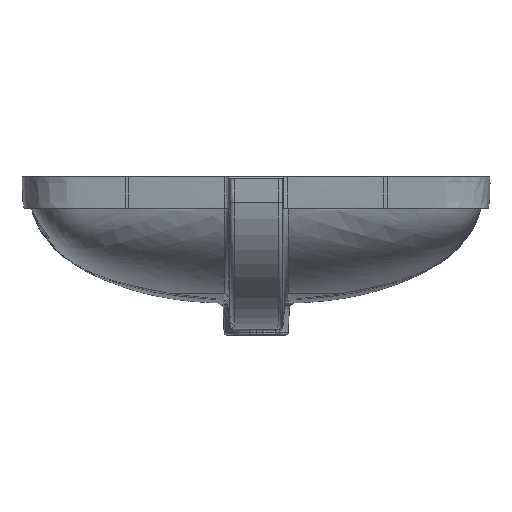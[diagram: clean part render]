
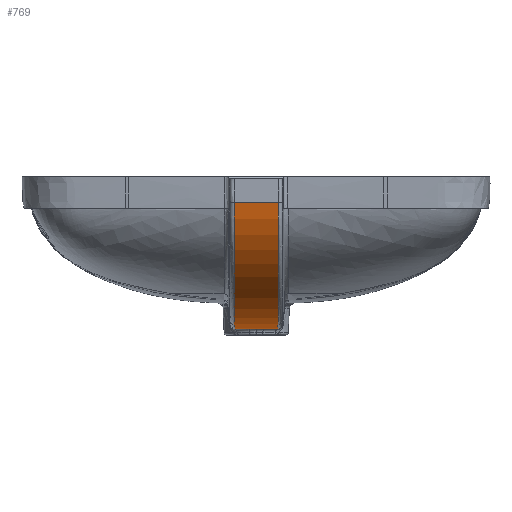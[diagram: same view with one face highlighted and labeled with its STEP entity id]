
A CAD part, front view. The second image highlights one B-rep face of the part: STEP entity #769.
In plain terms, the highlighted free-form (B-spline) face has degree [1, 5] with [2, 6] control points.
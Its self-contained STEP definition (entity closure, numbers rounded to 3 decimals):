
#112=B_SPLINE_SURFACE_WITH_KNOTS('',1,5,((#146920,#146921,#146922,#146923,
#146924,#146925),(#146926,#146927,#146928,#146929,#146930,#146931)),
 .UNSPECIFIED.,.F.,.F.,.F.,(2,2),(6,6),(-29.812,29.812),
(0.,270.696),.UNSPECIFIED.);
#475=B_SPLINE_CURVE_WITH_KNOTS('',3,(#165959,#165960,#165961,#165962),
 .UNSPECIFIED.,.F.,.F.,(4,4),(-407.368,-385.009),
 .UNSPECIFIED.);
#476=B_SPLINE_CURVE_WITH_KNOTS('',1,(#165963,#165964),.UNSPECIFIED.,.F.,
 .F.,(2,2),(0.,15.908),.UNSPECIFIED.);
#477=B_SPLINE_CURVE_WITH_KNOTS('',3,(#165965,#165966,#165967,#165968,#165969,
#165970,#165971,#165972,#165973,#165974,#165975,#165976,#165977,#165978,
#165979,#165980,#165981,#165982),.UNSPECIFIED.,.F.,.F.,(4,2,2,2,2,2,2,2,
4),(-530.134,-477.093,-424.052,-371.011,
-317.97,-264.928,-211.887,-158.846,
-105.805),.UNSPECIFIED.);
#478=B_SPLINE_CURVE_WITH_KNOTS('',1,(#165983,#165984),.UNSPECIFIED.,.F.,
 .F.,(2,2),(-49.587,0.),.UNSPECIFIED.);
#479=B_SPLINE_CURVE_WITH_KNOTS('',3,(#165985,#165986,#165987,#165988,#165989,
#165990,#165991,#165992,#165993,#165994,#165995,#165996,#165997,#165998,
#165999,#166000,#166001,#166002),.UNSPECIFIED.,.F.,.F.,(4,2,2,2,2,2,2,2,
4),(-530.134,-477.093,-424.052,-371.011,
-317.97,-264.928,-211.887,-158.846,
-105.805),.UNSPECIFIED.);
#480=B_SPLINE_CURVE_WITH_KNOTS('',1,(#166003,#166004),.UNSPECIFIED.,.F.,
 .F.,(2,2),(0.,15.908),.UNSPECIFIED.);
#575=B_SPLINE_CURVE_WITH_KNOTS('',5,(#166830,#166831,#166832,#166833,#166834,
#166835),.UNSPECIFIED.,.F.,.F.,(6,6),(-22.36,0.),.UNSPECIFIED.);
#769=ADVANCED_FACE('',(#981),#112,.T.);
#981=FACE_OUTER_BOUND('',#1192,.T.);
#1192=EDGE_LOOP('',(#2019,#2020,#2021,#2022,#2023,#2024,#2025));
#2019=ORIENTED_EDGE('',*,*,#2797,.F.);
#2020=ORIENTED_EDGE('',*,*,#2698,.F.);
#2021=ORIENTED_EDGE('',*,*,#2699,.F.);
#2022=ORIENTED_EDGE('',*,*,#2700,.F.);
#2023=ORIENTED_EDGE('',*,*,#2701,.T.);
#2024=ORIENTED_EDGE('',*,*,#2702,.F.);
#2025=ORIENTED_EDGE('',*,*,#2697,.F.);
#2697=EDGE_CURVE('',#3202,#3203,#475,.T.);
#2698=EDGE_CURVE('',#3152,#3204,#476,.T.);
#2699=EDGE_CURVE('',#3151,#3152,#477,.T.);
#2700=EDGE_CURVE('',#3142,#3151,#478,.T.);
#2701=EDGE_CURVE('',#3142,#3143,#479,.T.);
#2702=EDGE_CURVE('',#3203,#3143,#480,.T.);
#2797=EDGE_CURVE('',#3204,#3202,#575,.T.);
#3142=VERTEX_POINT('',#159958);
#3143=VERTEX_POINT('',#159959);
#3151=VERTEX_POINT('',#159967);
#3152=VERTEX_POINT('',#159968);
#3202=VERTEX_POINT('',#160018);
#3203=VERTEX_POINT('',#160019);
#3204=VERTEX_POINT('',#160020);
#146920=CARTESIAN_POINT('',(29.834,-187.881,60.052));
#146921=CARTESIAN_POINT('',(29.834,-177.58,1.397));
#146922=CARTESIAN_POINT('',(29.834,-132.644,-51.176));
#146923=CARTESIAN_POINT('',(29.834,-65.54,-79.827));
#146924=CARTESIAN_POINT('',(29.834,-11.409,-80.772));
#146925=CARTESIAN_POINT('',(29.834,42.722,-81.716));
#146926=CARTESIAN_POINT('',(-29.791,-187.881,60.052));
#146927=CARTESIAN_POINT('',(-29.791,-177.58,1.397));
#146928=CARTESIAN_POINT('',(-29.791,-132.644,-51.176));
#146929=CARTESIAN_POINT('',(-29.791,-65.54,-79.827));
#146930=CARTESIAN_POINT('',(-29.791,-11.409,-80.772));
#146931=CARTESIAN_POINT('',(-29.791,42.722,-81.716));
#159958=CARTESIAN_POINT('',(-24.772,-187.881,60.052));
#159959=CARTESIAN_POINT('',(-24.301,42.722,-81.716));
#159967=CARTESIAN_POINT('',(24.815,-187.881,60.052));
#159968=CARTESIAN_POINT('',(24.344,42.722,-81.716));
#160018=CARTESIAN_POINT('',(0.021,41.847,-81.701));
#160019=CARTESIAN_POINT('',(-8.394,42.722,-81.716));
#160020=CARTESIAN_POINT('',(8.436,42.722,-81.716));
#165959=CARTESIAN_POINT('',(0.021,41.847,-81.701));
#165960=CARTESIAN_POINT('',(-2.829,41.847,-81.701));
#165961=CARTESIAN_POINT('',(-5.604,42.136,-81.706));
#165962=CARTESIAN_POINT('',(-8.394,42.722,-81.716));
#165963=CARTESIAN_POINT('',(24.344,42.722,-81.716));
#165964=CARTESIAN_POINT('',(8.436,42.722,-81.716));
#165965=CARTESIAN_POINT('',(24.815,-187.881,60.052));
#165966=CARTESIAN_POINT('',(24.815,-185.735,47.832));
#165967=CARTESIAN_POINT('',(24.812,-181.777,35.935));
#165968=CARTESIAN_POINT('',(24.772,-170.823,13.412));
#165969=CARTESIAN_POINT('',(24.736,-163.83,2.787));
#165970=CARTESIAN_POINT('',(24.662,-147.53,-16.726));
#165971=CARTESIAN_POINT('',(24.625,-138.226,-25.612));
#165972=CARTESIAN_POINT('',(24.585,-118.079,-41.357));
#165973=CARTESIAN_POINT('',(24.584,-107.239,-48.216));
#165974=CARTESIAN_POINT('',(24.598,-84.757,-59.82));
#165975=CARTESIAN_POINT('',(24.609,-73.117,-64.564));
#165976=CARTESIAN_POINT('',(24.553,-49.647,-72.074));
#165977=CARTESIAN_POINT('',(24.484,-37.82,-74.839));
#165978=CARTESIAN_POINT('',(24.366,-14.377,-78.77));
#165979=CARTESIAN_POINT('',(24.325,-2.763,-79.935));
#165980=CARTESIAN_POINT('',(24.306,20.149,-81.31));
#165981=CARTESIAN_POINT('',(24.326,31.444,-81.52));
#165982=CARTESIAN_POINT('',(24.344,42.722,-81.716));
#165983=CARTESIAN_POINT('',(-24.772,-187.881,60.052));
#165984=CARTESIAN_POINT('',(24.815,-187.881,60.052));
#165985=CARTESIAN_POINT('',(-24.772,-187.881,60.052));
#165986=CARTESIAN_POINT('',(-24.772,-185.735,47.832));
#165987=CARTESIAN_POINT('',(-24.77,-181.777,35.935));
#165988=CARTESIAN_POINT('',(-24.729,-170.823,13.412));
#165989=CARTESIAN_POINT('',(-24.694,-163.83,2.787));
#165990=CARTESIAN_POINT('',(-24.619,-147.53,-16.726));
#165991=CARTESIAN_POINT('',(-24.583,-138.226,-25.612));
#165992=CARTESIAN_POINT('',(-24.543,-118.079,-41.357));
#165993=CARTESIAN_POINT('',(-24.541,-107.239,-48.216));
#165994=CARTESIAN_POINT('',(-24.556,-84.757,-59.82));
#165995=CARTESIAN_POINT('',(-24.567,-73.117,-64.564));
#165996=CARTESIAN_POINT('',(-24.511,-49.647,-72.074));
#165997=CARTESIAN_POINT('',(-24.442,-37.82,-74.839));
#165998=CARTESIAN_POINT('',(-24.324,-14.377,-78.77));
#165999=CARTESIAN_POINT('',(-24.282,-2.763,-79.935));
#166000=CARTESIAN_POINT('',(-24.264,20.149,-81.31));
#166001=CARTESIAN_POINT('',(-24.283,31.444,-81.52));
#166002=CARTESIAN_POINT('',(-24.301,42.722,-81.716));
#166003=CARTESIAN_POINT('',(-8.394,42.722,-81.716));
#166004=CARTESIAN_POINT('',(-24.301,42.722,-81.716));
#166830=CARTESIAN_POINT('',(8.436,42.722,-81.716));
#166831=CARTESIAN_POINT('',(6.777,42.373,-81.71));
#166832=CARTESIAN_POINT('',(5.1,42.111,-81.706));
#166833=CARTESIAN_POINT('',(3.411,41.935,-81.703));
#166834=CARTESIAN_POINT('',(1.716,41.847,-81.701));
#166835=CARTESIAN_POINT('',(0.021,41.847,-81.701));
